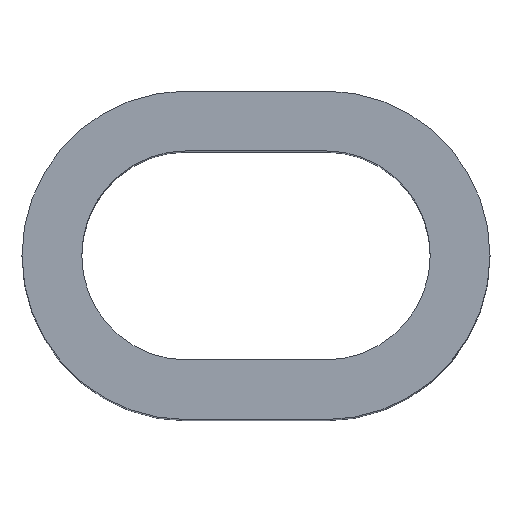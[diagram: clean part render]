
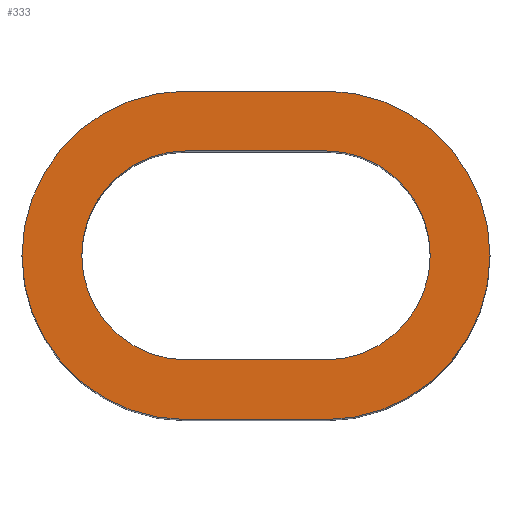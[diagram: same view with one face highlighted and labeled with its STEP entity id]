
A CAD part, top view. The second image highlights one B-rep face of the part: STEP entity #333.
In plain terms, the highlighted planar face has unit normal (0, 0, 1).
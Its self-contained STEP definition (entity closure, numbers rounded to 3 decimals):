
#1 = CARTESIAN_POINT ( 'NONE',  ( -0.7, -1.65, 7. ) ) ;
#14 = CIRCLE ( 'NONE', #415, 1.65 ) ;
#22 = VECTOR ( 'NONE', #410, 1000. ) ;
#23 = VERTEX_POINT ( 'NONE', #1 ) ;
#27 = ORIENTED_EDGE ( 'NONE', *, *, #369, .F. ) ;
#33 = CARTESIAN_POINT ( 'NONE',  ( -0.7, 0., 7. ) ) ;
#39 = CARTESIAN_POINT ( 'NONE',  ( 0.7, -1.65, 7. ) ) ;
#41 = ORIENTED_EDGE ( 'NONE', *, *, #98, .T. ) ;
#59 = VECTOR ( 'NONE', #61, 1000. ) ;
#61 = DIRECTION ( 'NONE',  ( -1., 0., 0. ) ) ;
#63 = EDGE_CURVE ( 'NONE', #139, #412, #320, .T. ) ;
#66 = CARTESIAN_POINT ( 'NONE',  ( -0.7, 1.65, 7. ) ) ;
#72 = VERTEX_POINT ( 'NONE', #331 ) ;
#73 = DIRECTION ( 'NONE',  ( 1., 0., 0. ) ) ;
#76 = DIRECTION ( 'NONE',  ( 0., 0., 1. ) ) ;
#81 = CARTESIAN_POINT ( 'NONE',  ( 0.7, -1.05, 7. ) ) ;
#85 = VECTOR ( 'NONE', #407, 1000. ) ;
#91 = LINE ( 'NONE', #127, #59 ) ;
#98 = EDGE_CURVE ( 'NONE', #23, #374, #251, .T. ) ;
#101 = CARTESIAN_POINT ( 'NONE',  ( -2.35, 0., 7. ) ) ;
#106 = DIRECTION ( 'NONE',  ( 0., 0., 1. ) ) ;
#113 = DIRECTION ( 'NONE',  ( 1., 0., 0. ) ) ;
#118 = DIRECTION ( 'NONE',  ( 1., 0., 0. ) ) ;
#125 = CARTESIAN_POINT ( 'NONE',  ( 0.7, 1.05, 7. ) ) ;
#127 = CARTESIAN_POINT ( 'NONE',  ( -0.7, 1.05, 7. ) ) ;
#131 = CARTESIAN_POINT ( 'NONE',  ( -0.7, 0., 7. ) ) ;
#139 = VERTEX_POINT ( 'NONE', #429 ) ;
#144 = EDGE_CURVE ( 'NONE', #222, #236, #397, .T. ) ;
#147 = CIRCLE ( 'NONE', #282, 1.05 ) ;
#158 = ORIENTED_EDGE ( 'NONE', *, *, #213, .F. ) ;
#160 = CARTESIAN_POINT ( 'NONE',  ( -0.7, 0., 7. ) ) ;
#162 = ORIENTED_EDGE ( 'NONE', *, *, #312, .T. ) ;
#179 = VECTOR ( 'NONE', #394, 1000. ) ;
#183 = CIRCLE ( 'NONE', #276, 1.05 ) ;
#187 = CARTESIAN_POINT ( 'NONE',  ( -0.7, 0., 7. ) ) ;
#188 = ORIENTED_EDGE ( 'NONE', *, *, #191, .F. ) ;
#191 = EDGE_CURVE ( 'NONE', #364, #139, #288, .T. ) ;
#192 = AXIS2_PLACEMENT_3D ( 'NONE', #160, #259, #334 ) ;
#198 = DIRECTION ( 'NONE',  ( 1., 0., 0. ) ) ;
#213 = EDGE_CURVE ( 'NONE', #72, #364, #183, .T. ) ;
#214 = CARTESIAN_POINT ( 'NONE',  ( -0.7, 0., 7. ) ) ;
#216 = CARTESIAN_POINT ( 'NONE',  ( -0.7, -1.65, 7. ) ) ;
#217 = PLANE ( 'NONE',  #398 ) ;
#222 = VERTEX_POINT ( 'NONE', #66 ) ;
#232 = AXIS2_PLACEMENT_3D ( 'NONE', #214, #295, #358 ) ;
#234 = ORIENTED_EDGE ( 'NONE', *, *, #144, .T. ) ;
#236 = VERTEX_POINT ( 'NONE', #101 ) ;
#243 = EDGE_LOOP ( 'NONE', ( #234, #162, #41, #424, #296 ) ) ;
#251 = LINE ( 'NONE', #216, #179 ) ;
#253 = CARTESIAN_POINT ( 'NONE',  ( -0.7, 1.65, 7. ) ) ;
#254 = DIRECTION ( 'NONE',  ( 0., 0., 1. ) ) ;
#259 = DIRECTION ( 'NONE',  ( 0., 0., 1. ) ) ;
#262 = VERTEX_POINT ( 'NONE', #125 ) ;
#266 = DIRECTION ( 'NONE',  ( 0., 0., 1. ) ) ;
#276 = AXIS2_PLACEMENT_3D ( 'NONE', #33, #266, #198 ) ;
#282 = AXIS2_PLACEMENT_3D ( 'NONE', #403, #443, #73 ) ;
#287 = LINE ( 'NONE', #253, #22 ) ;
#288 = CIRCLE ( 'NONE', #232, 1.05 ) ;
#293 = EDGE_LOOP ( 'NONE', ( #303, #188, #158, #27, #408 ) ) ;
#295 = DIRECTION ( 'NONE',  ( 0., 0., 1. ) ) ;
#296 = ORIENTED_EDGE ( 'NONE', *, *, #386, .T. ) ;
#297 = EDGE_CURVE ( 'NONE', #412, #262, #147, .T. ) ;
#298 = FACE_BOUND ( 'NONE', #293, .T. ) ;
#303 = ORIENTED_EDGE ( 'NONE', *, *, #63, .F. ) ;
#305 = AXIS2_PLACEMENT_3D ( 'NONE', #187, #254, #118 ) ;
#312 = EDGE_CURVE ( 'NONE', #236, #23, #339, .T. ) ;
#320 = LINE ( 'NONE', #324, #85 ) ;
#324 = CARTESIAN_POINT ( 'NONE',  ( -0.7, -1.05, 7. ) ) ;
#331 = CARTESIAN_POINT ( 'NONE',  ( -0.7, 1.05, 7. ) ) ;
#333 = ADVANCED_FACE ( 'NONE', ( #345, #298 ), #217, .T. ) ;
#334 = DIRECTION ( 'NONE',  ( 1., 0., 0. ) ) ;
#339 = CIRCLE ( 'NONE', #192, 1.65 ) ;
#345 = FACE_OUTER_BOUND ( 'NONE', #243, .T. ) ;
#352 = CARTESIAN_POINT ( 'NONE',  ( 0.7, 0., 7. ) ) ;
#358 = DIRECTION ( 'NONE',  ( 1., 0., 0. ) ) ;
#364 = VERTEX_POINT ( 'NONE', #373 ) ;
#369 = EDGE_CURVE ( 'NONE', #262, #72, #91, .T. ) ;
#373 = CARTESIAN_POINT ( 'NONE',  ( -1.75, 0., 7. ) ) ;
#374 = VERTEX_POINT ( 'NONE', #39 ) ;
#386 = EDGE_CURVE ( 'NONE', #450, #222, #287, .T. ) ;
#394 = DIRECTION ( 'NONE',  ( 1., 0., 0. ) ) ;
#397 = CIRCLE ( 'NONE', #305, 1.65 ) ;
#398 = AXIS2_PLACEMENT_3D ( 'NONE', #131, #106, #445 ) ;
#403 = CARTESIAN_POINT ( 'NONE',  ( 0.7, 0., 7. ) ) ;
#407 = DIRECTION ( 'NONE',  ( 1., 0., 0. ) ) ;
#408 = ORIENTED_EDGE ( 'NONE', *, *, #297, .F. ) ;
#410 = DIRECTION ( 'NONE',  ( -1., 0., 0. ) ) ;
#412 = VERTEX_POINT ( 'NONE', #81 ) ;
#415 = AXIS2_PLACEMENT_3D ( 'NONE', #352, #76, #113 ) ;
#424 = ORIENTED_EDGE ( 'NONE', *, *, #430, .T. ) ;
#427 = CARTESIAN_POINT ( 'NONE',  ( 0.7, 1.65, 7. ) ) ;
#429 = CARTESIAN_POINT ( 'NONE',  ( -0.7, -1.05, 7. ) ) ;
#430 = EDGE_CURVE ( 'NONE', #374, #450, #14, .T. ) ;
#443 = DIRECTION ( 'NONE',  ( 0., 0., 1. ) ) ;
#445 = DIRECTION ( 'NONE',  ( 1., 0., 0. ) ) ;
#450 = VERTEX_POINT ( 'NONE', #427 ) ;
